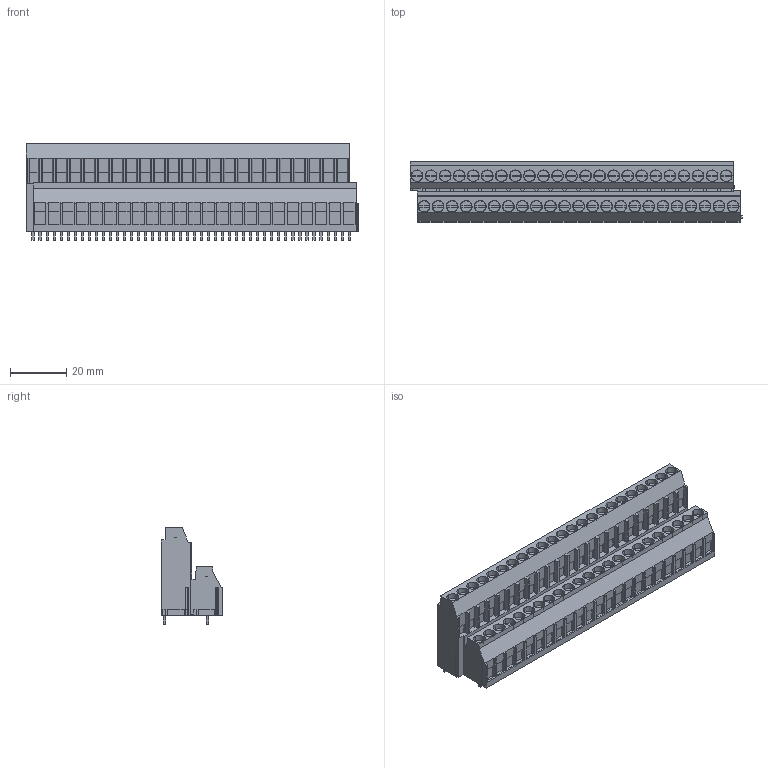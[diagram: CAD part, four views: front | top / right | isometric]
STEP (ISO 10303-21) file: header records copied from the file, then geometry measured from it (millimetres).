
FILE_DESCRIPTION(('CATIA V5 STEP','CAx-IF Rec.Pracs.--- Model Styling and Organization---1.4--- 2014-01-23'),'2;1');
FILE_NAME ('182719-1_0', '2024-03-18T13:08:00+00:00', ('none'), ('Weidmueller'), 'CATIA Version 5-6 Release 2016 SP3 HF44', 'CATIA V5 STEP AP214', 'none');
FILE_SCHEMA(('AUTOMOTIVE_DESIGN { 1 0 10303 214 1 1 1 1 }'));
Products named in the file (1): 1977460000
Bounding box: 118.15 x 21.94 x 34.47 mm (x, y, z)
Volume: 48564.3 mm3; surface area: 23320.7 mm2
Topology: 93 solids, 93 shells, 2530 faces, 7286 edges, 4989 vertices
Faces by surface type: plane 2346, cylinder 184
Entity records: 75246 total; most frequent: ORIENTED_EDGE 14572, CARTESIAN_POINT 14433, DIRECTION 9339, EDGE_CURVE 7286, VECTOR 6443, LINE 6443, VERTEX_POINT 4989, EDGE_LOOP 2577
